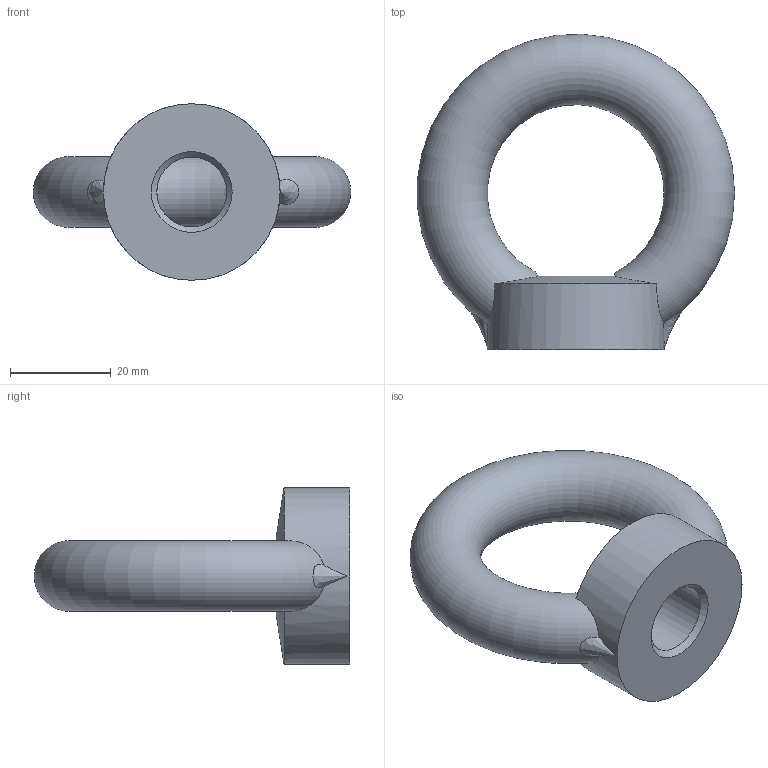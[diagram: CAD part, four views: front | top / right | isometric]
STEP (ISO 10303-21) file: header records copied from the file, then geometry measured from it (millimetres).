
FILE_DESCRIPTION( ( 'STEP AP214' ), '1' );
FILE_NAME( 'K0768.16__Stahl_.stp', '2020-12-10T08:56:59', ( '' ), ( '' ), ' ', 'PARTsolutions', ' ' );
FILE_SCHEMA( ( 'AUTOMOTIVE_DESIGN { 1 0 10303 214 1 1 1 1 }' ) );
Length unit declared in the file: millimetre
Products named in the file (1): _K0768.16_(Stahl)
Bounding box: 62.86 x 62.46 x 35 mm (x, y, z)
Volume: 29919 mm3; surface area: 8752.2 mm2
Topology: 1 solids, 1 shells, 12 faces, 35 edges, 22 vertices
Faces by surface type: cylinder 4, cone 4, bspline 2, plane 1, torus 1
Full cylindrical faces by diameter (mm): 13.835 x1, 35 x1
Entity records: 790 total; most frequent: CARTESIAN_POINT 418, ORIENTED_EDGE 56, DIRECTION 42, EDGE_CURVE 28, AXIS2_PLACEMENT_3D 21, VERTEX_POINT 21, EDGE_LOOP 18, B_SPLINE_CURVE_WITH_KNOTS 18
